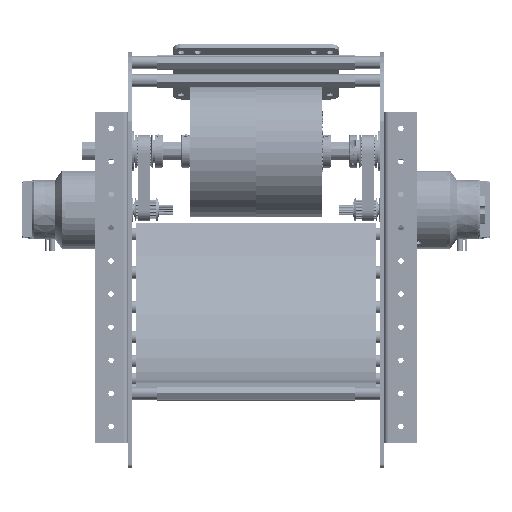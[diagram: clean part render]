
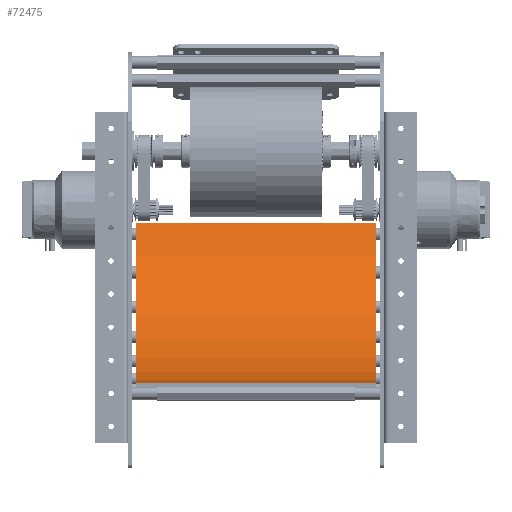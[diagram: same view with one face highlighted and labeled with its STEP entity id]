
A CAD part, front view. The second image highlights one B-rep face of the part: STEP entity #72475.
In plain terms, the highlighted cylindrical face has radius 177.8 mm (diameter 355.6 mm), a partial arc.
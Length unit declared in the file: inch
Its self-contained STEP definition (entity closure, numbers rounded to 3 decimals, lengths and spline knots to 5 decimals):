
#21 = VERTEX_POINT ( 'NONE', #55927 ) ;
#833 = EDGE_CURVE ( 'NONE', #21, #5034, #34048, .T. ) ;
#2068 = CYLINDRICAL_SURFACE ( 'NONE', #30752, 7. ) ;
#3532 = AXIS2_PLACEMENT_3D ( 'NONE', #40828, #29453, #35531 ) ;
#5034 = VERTEX_POINT ( 'NONE', #58423 ) ;
#8428 = CARTESIAN_POINT ( 'NONE',  ( 3.625, 0., -7. ) ) ;
#9179 = CARTESIAN_POINT ( 'NONE',  ( 3.625, 0., 0. ) ) ;
#11077 = LINE ( 'NONE', #64317, #12849 ) ;
#12176 = LINE ( 'NONE', #8428, #41173 ) ;
#12434 = ORIENTED_EDGE ( 'NONE', *, *, #68029, .T. ) ;
#12849 = VECTOR ( 'NONE', #58759, 39.37008 ) ;
#13248 = ORIENTED_EDGE ( 'NONE', *, *, #44003, .F. ) ;
#13494 = DIRECTION ( 'NONE',  ( -1., 0., 0. ) ) ;
#14143 = DIRECTION ( 'NONE',  ( -1., 0., 0. ) ) ;
#19949 = DIRECTION ( 'NONE',  ( 0., 0., -1. ) ) ;
#22972 = CIRCLE ( 'NONE', #3532, 7. ) ;
#29453 = DIRECTION ( 'NONE',  ( -1., 0., 0. ) ) ;
#30752 = AXIS2_PLACEMENT_3D ( 'NONE', #9179, #13494, #54362 ) ;
#31492 = VERTEX_POINT ( 'NONE', #72403 ) ;
#31792 = DIRECTION ( 'NONE',  ( -1., 0., 0. ) ) ;
#34048 = CIRCLE ( 'NONE', #50162, 7. ) ;
#35531 = DIRECTION ( 'NONE',  ( 0., 0., -1. ) ) ;
#36482 = FACE_OUTER_BOUND ( 'NONE', #49961, .T. ) ;
#39187 = EDGE_CURVE ( 'NONE', #53477, #31492, #22972, .T. ) ;
#40828 = CARTESIAN_POINT ( 'NONE',  ( 3.625, 0., 0. ) ) ;
#41173 = VECTOR ( 'NONE', #31792, 39.37008 ) ;
#44003 = EDGE_CURVE ( 'NONE', #31492, #5034, #12176, .T. ) ;
#45876 = ORIENTED_EDGE ( 'NONE', *, *, #833, .T. ) ;
#49961 = EDGE_LOOP ( 'NONE', ( #45876, #13248, #56901, #12434 ) ) ;
#50162 = AXIS2_PLACEMENT_3D ( 'NONE', #67372, #14143, #19949 ) ;
#53477 = VERTEX_POINT ( 'NONE', #67054 ) ;
#54362 = DIRECTION ( 'NONE',  ( 0., 0., 1. ) ) ;
#55927 = CARTESIAN_POINT ( 'NONE',  ( -3.625, 6.6574, -2.16312 ) ) ;
#56901 = ORIENTED_EDGE ( 'NONE', *, *, #39187, .F. ) ;
#58423 = CARTESIAN_POINT ( 'NONE',  ( -3.625, 0., -7. ) ) ;
#58759 = DIRECTION ( 'NONE',  ( -1., 0., 0. ) ) ;
#64317 = CARTESIAN_POINT ( 'NONE',  ( 3.625, 6.6574, -2.16312 ) ) ;
#67054 = CARTESIAN_POINT ( 'NONE',  ( 3.625, 6.6574, -2.16312 ) ) ;
#67372 = CARTESIAN_POINT ( 'NONE',  ( -3.625, 0., 0. ) ) ;
#68029 = EDGE_CURVE ( 'NONE', #53477, #21, #11077, .T. ) ;
#72403 = CARTESIAN_POINT ( 'NONE',  ( 3.625, 0., -7. ) ) ;
#72475 = ADVANCED_FACE ( 'NONE', ( #36482 ), #2068, .F. ) ;
